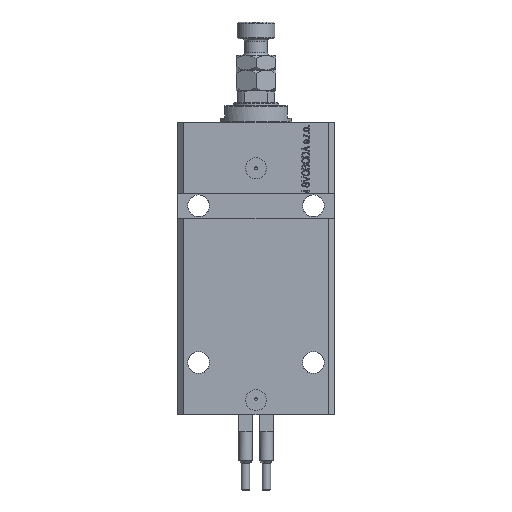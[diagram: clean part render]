
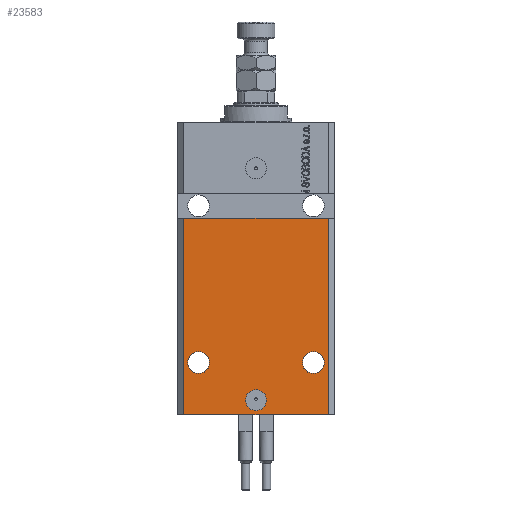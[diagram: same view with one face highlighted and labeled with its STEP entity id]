
A CAD part, front view. The second image highlights one B-rep face of the part: STEP entity #23583.
In plain terms, the highlighted planar face has unit normal (0, -1, 0).
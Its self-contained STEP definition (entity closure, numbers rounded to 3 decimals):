
#1027 = VERTEX_POINT ( 'NONE', #42269 ) ;
#1200 = CIRCLE ( 'NONE', #2034, 5. ) ;
#2034 = AXIS2_PLACEMENT_3D ( 'NONE', #24395, #5792, #44510 ) ;
#2695 = DIRECTION ( 'NONE',  ( 0., -1., 0. ) ) ;
#3140 = ORIENTED_EDGE ( 'NONE', *, *, #10414, .T. ) ;
#3460 = DIRECTION ( 'NONE',  ( 0., 0., -1. ) ) ;
#3885 = DIRECTION ( 'NONE',  ( 0., -1., 0. ) ) ;
#4336 = AXIS2_PLACEMENT_3D ( 'NONE', #13296, #36713, #44100 ) ;
#4674 = CARTESIAN_POINT ( 'NONE',  ( 34.5, -27.5, -140. ) ) ;
#5164 = CIRCLE ( 'NONE', #4336, 5.25 ) ;
#5792 = DIRECTION ( 'NONE',  ( 0., -1., 0. ) ) ;
#7511 = AXIS2_PLACEMENT_3D ( 'NONE', #10324, #2695, #3460 ) ;
#8492 = DIRECTION ( 'NONE',  ( 0., 0., 1. ) ) ;
#8538 = EDGE_LOOP ( 'NONE', ( #46923, #19460, #39038, #3140 ) ) ;
#9164 = EDGE_CURVE ( 'NONE', #1027, #19235, #38819, .T. ) ;
#9638 = CARTESIAN_POINT ( 'NONE',  ( -32.75, -27.5, -115. ) ) ;
#10324 = CARTESIAN_POINT ( 'NONE',  ( -34.5, -27.5, -140. ) ) ;
#10414 = EDGE_CURVE ( 'NONE', #36498, #11360, #20453, .T. ) ;
#10587 = ORIENTED_EDGE ( 'NONE', *, *, #9164, .F. ) ;
#10859 = DIRECTION ( 'NONE',  ( -1., 0., 0. ) ) ;
#10969 = CARTESIAN_POINT ( 'NONE',  ( -37.5, -27.5, -46. ) ) ;
#10980 = VERTEX_POINT ( 'NONE', #32983 ) ;
#11183 = CARTESIAN_POINT ( 'NONE',  ( 27.5, -27.5, -115. ) ) ;
#11200 = CARTESIAN_POINT ( 'NONE',  ( 32.75, -27.5, -115. ) ) ;
#11360 = VERTEX_POINT ( 'NONE', #30049 ) ;
#11481 = CARTESIAN_POINT ( 'NONE',  ( -34.5, -27.5, -140. ) ) ;
#13296 = CARTESIAN_POINT ( 'NONE',  ( -27.5, -27.5, -115. ) ) ;
#13717 = AXIS2_PLACEMENT_3D ( 'NONE', #49475, #3885, #26042 ) ;
#14182 = DIRECTION ( 'NONE',  ( 0., -1., 0. ) ) ;
#14415 = FACE_OUTER_BOUND ( 'NONE', #8538, .T. ) ;
#15702 = VECTOR ( 'NONE', #31074, 1000. ) ;
#16512 = VERTEX_POINT ( 'NONE', #11200 ) ;
#17138 = DIRECTION ( 'NONE',  ( 0., -1., 0. ) ) ;
#18287 = CIRCLE ( 'NONE', #48395, 5.25 ) ;
#18481 = FACE_BOUND ( 'NONE', #40918, .T. ) ;
#18705 = EDGE_LOOP ( 'NONE', ( #41661, #44502 ) ) ;
#18707 = VERTEX_POINT ( 'NONE', #35526 ) ;
#18954 = EDGE_CURVE ( 'NONE', #18707, #19459, #34460, .T. ) ;
#19235 = VERTEX_POINT ( 'NONE', #49282 ) ;
#19459 = VERTEX_POINT ( 'NONE', #25285 ) ;
#19460 = ORIENTED_EDGE ( 'NONE', *, *, #18954, .F. ) ;
#20303 = VECTOR ( 'NONE', #36311, 1000. ) ;
#20453 = LINE ( 'NONE', #4674, #29903 ) ;
#20704 = CARTESIAN_POINT ( 'NONE',  ( 0., -27.5, -133. ) ) ;
#20879 = VERTEX_POINT ( 'NONE', #9638 ) ;
#22521 = ORIENTED_EDGE ( 'NONE', *, *, #50335, .F. ) ;
#23583 = ADVANCED_FACE ( 'NONE', ( #18481, #37573, #34257, #14415 ), #45224, .T. ) ;
#24395 = CARTESIAN_POINT ( 'NONE',  ( 0., -27.5, -133. ) ) ;
#24637 = EDGE_CURVE ( 'NONE', #20879, #47132, #40883, .T. ) ;
#25285 = CARTESIAN_POINT ( 'NONE',  ( -34.5, -27.5, -46. ) ) ;
#26042 = DIRECTION ( 'NONE',  ( 1., 0., 0. ) ) ;
#26639 = AXIS2_PLACEMENT_3D ( 'NONE', #20704, #17138, #44879 ) ;
#29710 = CARTESIAN_POINT ( 'NONE',  ( -27.5, -27.5, -115. ) ) ;
#29903 = VECTOR ( 'NONE', #8492, 1000. ) ;
#30049 = CARTESIAN_POINT ( 'NONE',  ( 34.5, -27.5, -46. ) ) ;
#30780 = CIRCLE ( 'NONE', #13717, 5.25 ) ;
#30805 = LINE ( 'NONE', #10969, #20303 ) ;
#31074 = DIRECTION ( 'NONE',  ( 1., 0., 0. ) ) ;
#32114 = EDGE_CURVE ( 'NONE', #19459, #11360, #30805, .T. ) ;
#32983 = CARTESIAN_POINT ( 'NONE',  ( 22.25, -27.5, -115. ) ) ;
#33362 = EDGE_CURVE ( 'NONE', #10980, #16512, #30780, .T. ) ;
#34257 = FACE_BOUND ( 'NONE', #18705, .T. ) ;
#34460 = LINE ( 'NONE', #41859, #39870 ) ;
#35526 = CARTESIAN_POINT ( 'NONE',  ( -34.5, -27.5, -140. ) ) ;
#36311 = DIRECTION ( 'NONE',  ( 1., 0., 0. ) ) ;
#36498 = VERTEX_POINT ( 'NONE', #41008 ) ;
#36713 = DIRECTION ( 'NONE',  ( 0., -1., 0. ) ) ;
#37573 = FACE_BOUND ( 'NONE', #46221, .T. ) ;
#38039 = DIRECTION ( 'NONE',  ( 0., 0., 1. ) ) ;
#38665 = CARTESIAN_POINT ( 'NONE',  ( -22.25, -27.5, -115. ) ) ;
#38819 = CIRCLE ( 'NONE', #26639, 5. ) ;
#39038 = ORIENTED_EDGE ( 'NONE', *, *, #46438, .T. ) ;
#39870 = VECTOR ( 'NONE', #38039, 1000. ) ;
#40883 = CIRCLE ( 'NONE', #43322, 5.25 ) ;
#40918 = EDGE_LOOP ( 'NONE', ( #10587, #48890 ) ) ;
#41008 = CARTESIAN_POINT ( 'NONE',  ( 34.5, -27.5, -140. ) ) ;
#41661 = ORIENTED_EDGE ( 'NONE', *, *, #43569, .F. ) ;
#41859 = CARTESIAN_POINT ( 'NONE',  ( -34.5, -27.5, -140. ) ) ;
#42269 = CARTESIAN_POINT ( 'NONE',  ( 5., -27.5, -133. ) ) ;
#43002 = DIRECTION ( 'NONE',  ( 1., 0., 0. ) ) ;
#43322 = AXIS2_PLACEMENT_3D ( 'NONE', #29710, #14182, #10859 ) ;
#43569 = EDGE_CURVE ( 'NONE', #47132, #20879, #5164, .T. ) ;
#44100 = DIRECTION ( 'NONE',  ( -1., 0., 0. ) ) ;
#44502 = ORIENTED_EDGE ( 'NONE', *, *, #24637, .F. ) ;
#44510 = DIRECTION ( 'NONE',  ( 1., 0., 0. ) ) ;
#44879 = DIRECTION ( 'NONE',  ( 1., 0., 0. ) ) ;
#45224 = PLANE ( 'NONE',  #7511 ) ;
#46221 = EDGE_LOOP ( 'NONE', ( #22521, #46509 ) ) ;
#46373 = LINE ( 'NONE', #11481, #15702 ) ;
#46438 = EDGE_CURVE ( 'NONE', #18707, #36498, #46373, .T. ) ;
#46509 = ORIENTED_EDGE ( 'NONE', *, *, #33362, .F. ) ;
#46923 = ORIENTED_EDGE ( 'NONE', *, *, #32114, .F. ) ;
#47132 = VERTEX_POINT ( 'NONE', #38665 ) ;
#48395 = AXIS2_PLACEMENT_3D ( 'NONE', #11183, #50141, #43002 ) ;
#48890 = ORIENTED_EDGE ( 'NONE', *, *, #50382, .F. ) ;
#49282 = CARTESIAN_POINT ( 'NONE',  ( -5., -27.5, -133. ) ) ;
#49475 = CARTESIAN_POINT ( 'NONE',  ( 27.5, -27.5, -115. ) ) ;
#50141 = DIRECTION ( 'NONE',  ( 0., -1., 0. ) ) ;
#50335 = EDGE_CURVE ( 'NONE', #16512, #10980, #18287, .T. ) ;
#50382 = EDGE_CURVE ( 'NONE', #19235, #1027, #1200, .T. ) ;
